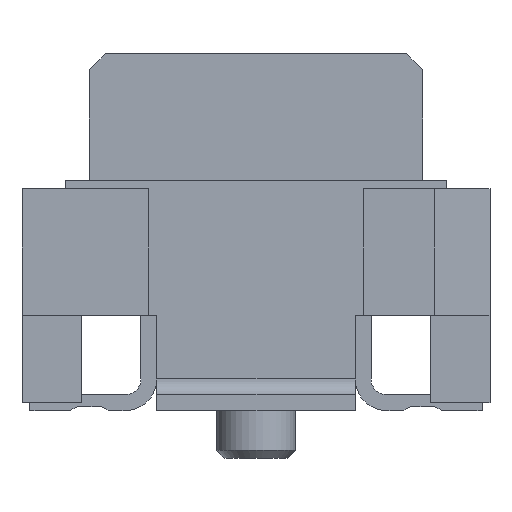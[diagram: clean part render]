
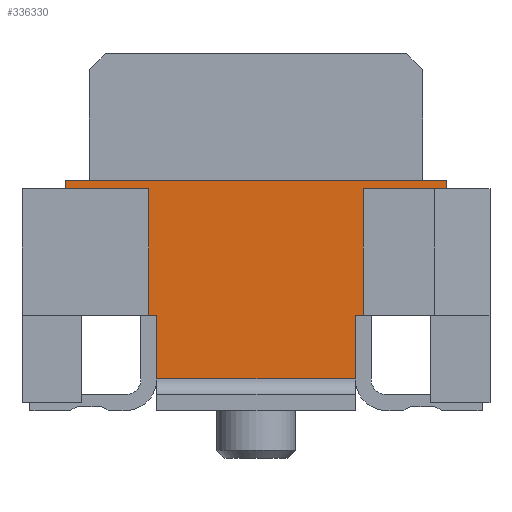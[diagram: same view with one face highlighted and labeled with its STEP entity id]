
A CAD part, front view. The second image highlights one B-rep face of the part: STEP entity #336330.
In plain terms, the highlighted planar face has unit normal (0, -1, 0).
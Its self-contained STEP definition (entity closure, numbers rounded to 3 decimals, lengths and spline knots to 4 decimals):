
#306760=CARTESIAN_POINT('',(-2.709,-20.91,0.2078))
;
#306770=VERTEX_POINT('',#306760);
#306800=CARTESIAN_POINT('',(0.,-20.91,0.2078));
#306810=DIRECTION('',(-1.,0.,0.));
#306820=VECTOR('',#306810,1.);
#306830=LINE('',#306800,#306820);
#306840=CARTESIAN_POINT('',(-2.609,-20.91,0.2078))
;
#306850=VERTEX_POINT('',#306840);
#306860=EDGE_CURVE('',#306850,#306770,#306830,.T.);
#307080=CARTESIAN_POINT('',(-0.109,-20.91,0.2078)
);
#307090=VERTEX_POINT('',#307080);
#307120=CARTESIAN_POINT('',(0.,-20.91,0.2078));
#307130=DIRECTION('',(-1.,0.,0.));
#307140=VECTOR('',#307130,1.);
#307150=LINE('',#307120,#307140);
#307160=CARTESIAN_POINT('',(-0.009,-20.91,
0.2078));
#307170=VERTEX_POINT('',#307160);
#307180=EDGE_CURVE('',#307170,#307090,#307150,.T.);
#334790=CARTESIAN_POINT('',(-0.109,-20.91,-0.5922
));
#334800=VERTEX_POINT('',#334790);
#334980=CARTESIAN_POINT('',(-2.609,-20.91,-0.5922)
);
#334990=VERTEX_POINT('',#334980);
#335020=CARTESIAN_POINT('',(0.,-20.91,-0.5922));
#335030=DIRECTION('',(-1.,0.,0.));
#335040=VECTOR('',#335030,1.);
#335050=LINE('',#335020,#335040);
#335060=EDGE_CURVE('',#334800,#334990,#335050,.T.);
#335250=CARTESIAN_POINT('',(-2.609,-20.91,0.));
#335260=DIRECTION('',(0.,0.,1.));
#335270=VECTOR('',#335260,1.);
#335280=LINE('',#335250,#335270);
#335290=EDGE_CURVE('',#334990,#306850,#335280,.T.);
#335660=CARTESIAN_POINT('',(-2.609,-20.91,1.4078));
#335670=DIRECTION('',(-0.,-1.,-0.));
#335680=DIRECTION('',(-1.,0.,0.));
#335690=AXIS2_PLACEMENT_3D('',#335660,#335670,#335680);
#335700=PLANE('',#335690);
#335710=ORIENTED_EDGE('',*,*,#335290,.F.);
#335720=ORIENTED_EDGE('',*,*,#306860,.F.);
#335730=CARTESIAN_POINT('',(-2.709,-20.91,0.));
#335740=DIRECTION('',(0.,0.,-1.));
#335750=VECTOR('',#335740,1.);
#335760=LINE('',#335730,#335750);
#335770=CARTESIAN_POINT('',(-2.709,-20.91,1.8078));
#335780=VERTEX_POINT('',#335770);
#335790=EDGE_CURVE('',#335780,#306770,#335760,.T.);
#335800=ORIENTED_EDGE('',*,*,#335790,.T.);
#335810=CARTESIAN_POINT('',(0.,-20.91,1.8078));
#335820=DIRECTION('',(-1.,0.,0.));
#335830=VECTOR('',#335820,1.);
#335840=LINE('',#335810,#335830);
#335850=CARTESIAN_POINT('',(-3.759,-20.91,1.8078));
#335860=VERTEX_POINT('',#335850);
#335870=EDGE_CURVE('',#335780,#335860,#335840,.T.);
#335880=ORIENTED_EDGE('',*,*,#335870,.F.);
#335890=CARTESIAN_POINT('',(-3.759,-20.91,1.4078));
#335900=DIRECTION('',(0.,0.,-1.));
#335910=VECTOR('',#335900,1.);
#335920=LINE('',#335890,#335910);
#335930=CARTESIAN_POINT('',(-3.759,-20.91,1.9078));
#335940=VERTEX_POINT('',#335930);
#335950=EDGE_CURVE('',#335940,#335860,#335920,.T.);
#335960=ORIENTED_EDGE('',*,*,#335950,.T.);
#335970=CARTESIAN_POINT('',(-1.359,-20.91,1.9078));
#335980=DIRECTION('',(-1.,0.,0.));
#335990=VECTOR('',#335980,1.);
#336000=LINE('',#335970,#335990);
#336010=CARTESIAN_POINT('',(1.041,-20.91,1.9078));
#336020=VERTEX_POINT('',#336010);
#336030=EDGE_CURVE('',#336020,#335940,#336000,.T.);
#336040=ORIENTED_EDGE('',*,*,#336030,.T.);
#336050=CARTESIAN_POINT('',(1.041,-20.91,1.4078));
#336060=DIRECTION('',(0.,0.,1.));
#336070=VECTOR('',#336060,1.);
#336080=LINE('',#336050,#336070);
#336090=CARTESIAN_POINT('',(1.041,-20.91,1.8078));
#336100=VERTEX_POINT('',#336090);
#336110=EDGE_CURVE('',#336100,#336020,#336080,.T.);
#336120=ORIENTED_EDGE('',*,*,#336110,.T.);
#336130=CARTESIAN_POINT('',(-0.009,-20.91,1.8078
));
#336140=VERTEX_POINT('',#336130);
#336150=EDGE_CURVE('',#336100,#336140,#335840,.T.);
#336160=ORIENTED_EDGE('',*,*,#336150,.F.);
#336170=CARTESIAN_POINT('',(-0.009,-20.91,0.));
#336180=DIRECTION('',(0.,0.,-1.));
#336190=VECTOR('',#336180,1.);
#336200=LINE('',#336170,#336190);
#336210=EDGE_CURVE('',#336140,#307170,#336200,.T.);
#336220=ORIENTED_EDGE('',*,*,#336210,.F.);
#336230=ORIENTED_EDGE('',*,*,#307180,.F.);
#336240=CARTESIAN_POINT('',(-0.109,-20.91,0.));
#336250=DIRECTION('',(0.,0.,-1.));
#336260=VECTOR('',#336250,1.);
#336270=LINE('',#336240,#336260);
#336280=EDGE_CURVE('',#307090,#334800,#336270,.T.);
#336290=ORIENTED_EDGE('',*,*,#336280,.F.);
#336300=ORIENTED_EDGE('',*,*,#335060,.F.);
#336310=EDGE_LOOP('',(#336300,#336290,#336230,#336220,#336160,#336120,
#336040,#335960,#335880,#335800,#335720,#335710));
#336320=FACE_OUTER_BOUND('',#336310,.T.);
#336330=ADVANCED_FACE('',(#336320),#335700,.T.);
